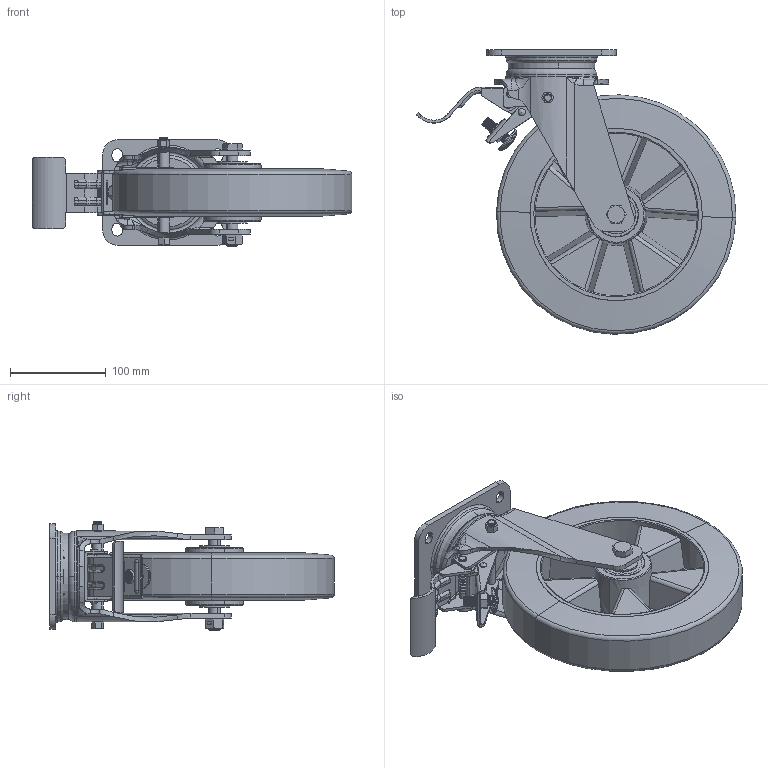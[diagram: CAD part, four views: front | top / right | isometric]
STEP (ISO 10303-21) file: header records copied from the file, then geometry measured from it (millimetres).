
FILE_DESCRIPTION (( 'STEP AP214' ), '1' );
FILE_NAME ('0023360_L-IM-EGA-250-K-3-DSV.STEP', '2017-05-30T11:18:10', ( '' ), ( '' ), 'SwSTEP 2.0', 'SolidWorks 2016', '' );
FILE_SCHEMA (( 'AUTOMOTIVE_DESIGN' ));
Length unit declared in the file: millimetre
Products named in the file (1): 0023360_L-IM-EGA-250-K-3-DSV
Bounding box: 333.77 x 296.95 x 114 mm (x, y, z)
Volume: 1885109.3 mm3; surface area: 479154.8 mm2
Topology: 35 solids, 35 shells, 1231 faces, 3073 edges, 1871 vertices
Faces by surface type: cylinder 516, plane 372, torus 140, cone 88, sphere 65, bspline 50
Entity records: 59278 total; most frequent: CARTESIAN_POINT 19916, DIRECTION 6042, ORIENTED_EDGE 5972, EDGE_CURVE 2986, AXIS2_PLACEMENT_3D 2459, VERTEX_POINT 1861, EDGE_LOOP 1365, CIRCLE 1277
